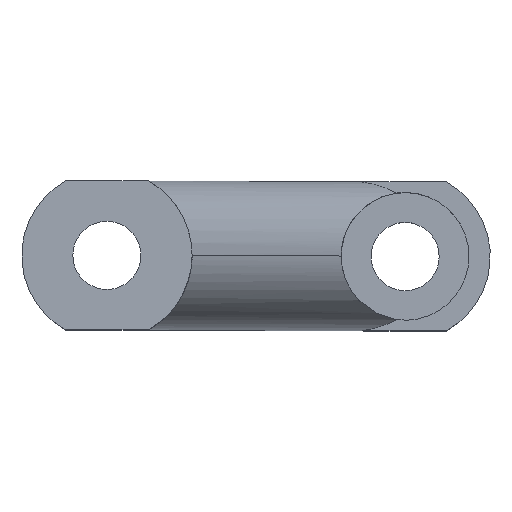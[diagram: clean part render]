
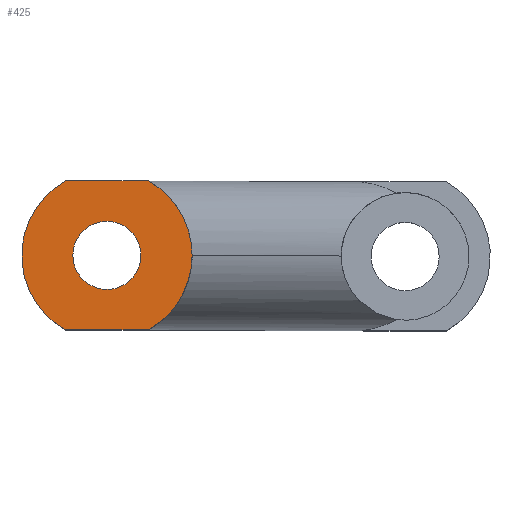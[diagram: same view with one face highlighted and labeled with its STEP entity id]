
A CAD part, top view. The second image highlights one B-rep face of the part: STEP entity #425.
In plain terms, the highlighted planar face has unit normal (0, 0, 1).
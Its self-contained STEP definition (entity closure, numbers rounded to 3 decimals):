
#9 = FACE_OUTER_BOUND ( 'NONE', #564, .T. ) ;
#20 = EDGE_CURVE ( 'NONE', #1001, #1047, #1141, .T. ) ;
#30 = FACE_BOUND ( 'NONE', #664, .T. ) ;
#84 = CIRCLE ( 'NONE', #411, 4. ) ;
#156 = ORIENTED_EDGE ( 'NONE', *, *, #20, .T. ) ;
#166 = CARTESIAN_POINT ( 'NONE',  ( -5.064, -3.5, 16.25 ) ) ;
#179 = ORIENTED_EDGE ( 'NONE', *, *, #487, .T. ) ;
#185 = ORIENTED_EDGE ( 'NONE', *, *, #519, .T. ) ;
#192 = ORIENTED_EDGE ( 'NONE', *, *, #1039, .T. ) ;
#201 = ORIENTED_EDGE ( 'NONE', *, *, #341, .T. ) ;
#205 = ORIENTED_EDGE ( 'NONE', *, *, #761, .F. ) ;
#208 = DIRECTION ( 'NONE',  ( 0., 0., -1. ) ) ;
#216 = DIRECTION ( 'NONE',  ( 1., 0., 0. ) ) ;
#217 = DIRECTION ( 'NONE',  ( 0., 0., 1. ) ) ;
#218 = DIRECTION ( 'NONE',  ( -1., 0., 0. ) ) ;
#220 = CARTESIAN_POINT ( 'NONE',  ( -7., 0., 16.25 ) ) ;
#247 = CARTESIAN_POINT ( 'NONE',  ( -7., 0., 16.25 ) ) ;
#268 = AXIS2_PLACEMENT_3D ( 'NONE', #220, #217, #216 ) ;
#300 = CIRCLE ( 'NONE', #317, 1.6 ) ;
#304 = AXIS2_PLACEMENT_3D ( 'NONE', #423, #418, #415 ) ;
#317 = AXIS2_PLACEMENT_3D ( 'NONE', #576, #573, #569 ) ;
#334 = VECTOR ( 'NONE', #680, 1000. ) ;
#341 = EDGE_CURVE ( 'NONE', #782, #482, #84, .T. ) ;
#347 = AXIS2_PLACEMENT_3D ( 'NONE', #738, #754, #727 ) ;
#355 = LINE ( 'NONE', #693, #334 ) ;
#374 = ORIENTED_EDGE ( 'NONE', *, *, #471, .T. ) ;
#411 = AXIS2_PLACEMENT_3D ( 'NONE', #978, #973, #970 ) ;
#415 = DIRECTION ( 'NONE',  ( 1., 0., 0. ) ) ;
#418 = DIRECTION ( 'NONE',  ( 0., 0., 1. ) ) ;
#423 = CARTESIAN_POINT ( 'NONE',  ( -7., 0., 16.25 ) ) ;
#425 = ADVANCED_FACE ( 'NONE', ( #30, #9 ), #731, .T. ) ;
#441 = CARTESIAN_POINT ( 'NONE',  ( -8.936, -3.5, 16.25 ) ) ;
#447 = AXIS2_PLACEMENT_3D ( 'NONE', #247, #208, #218 ) ;
#467 = CIRCLE ( 'NONE', #304, 4. ) ;
#471 = EDGE_CURVE ( 'NONE', #1047, #1001, #300, .T. ) ;
#482 = VERTEX_POINT ( 'NONE', #441 ) ;
#487 = EDGE_CURVE ( 'NONE', #535, #592, #467, .T. ) ;
#519 = EDGE_CURVE ( 'NONE', #592, #574, #920, .T. ) ;
#535 = VERTEX_POINT ( 'NONE', #166 ) ;
#564 = EDGE_LOOP ( 'NONE', ( #179, #185, #192, #201, #205 ) ) ;
#569 = DIRECTION ( 'NONE',  ( -1., 0., 0. ) ) ;
#573 = DIRECTION ( 'NONE',  ( 0., 0., -1. ) ) ;
#574 = VERTEX_POINT ( 'NONE', #996 ) ;
#576 = CARTESIAN_POINT ( 'NONE',  ( -7., 0., 16.25 ) ) ;
#592 = VERTEX_POINT ( 'NONE', #938 ) ;
#653 = VECTOR ( 'NONE', #793, 1000. ) ;
#664 = EDGE_LOOP ( 'NONE', ( #156, #374 ) ) ;
#678 = CARTESIAN_POINT ( 'NONE',  ( -5.4, 0., 16.25 ) ) ;
#680 = DIRECTION ( 'NONE',  ( -1., 0., 0. ) ) ;
#693 = CARTESIAN_POINT ( 'NONE',  ( -7., 3.5, 16.25 ) ) ;
#699 = CARTESIAN_POINT ( 'NONE',  ( -8.6, 0., 16.25 ) ) ;
#726 = LINE ( 'NONE', #794, #653 ) ;
#727 = DIRECTION ( 'NONE',  ( 1., 0., 0. ) ) ;
#731 = PLANE ( 'NONE',  #347 ) ;
#738 = CARTESIAN_POINT ( 'NONE',  ( -7., 0., 16.25 ) ) ;
#754 = DIRECTION ( 'NONE',  ( 0., 0., 1. ) ) ;
#761 = EDGE_CURVE ( 'NONE', #535, #482, #726, .T. ) ;
#779 = CARTESIAN_POINT ( 'NONE',  ( -8.936, 3.5, 16.25 ) ) ;
#782 = VERTEX_POINT ( 'NONE', #779 ) ;
#793 = DIRECTION ( 'NONE',  ( -1., 0., 0. ) ) ;
#794 = CARTESIAN_POINT ( 'NONE',  ( -7., -3.5, 16.25 ) ) ;
#920 = CIRCLE ( 'NONE', #268, 4. ) ;
#938 = CARTESIAN_POINT ( 'NONE',  ( -3., 0., 16.25 ) ) ;
#970 = DIRECTION ( 'NONE',  ( 1., 0., 0. ) ) ;
#973 = DIRECTION ( 'NONE',  ( 0., 0., 1. ) ) ;
#978 = CARTESIAN_POINT ( 'NONE',  ( -7., 0., 16.25 ) ) ;
#996 = CARTESIAN_POINT ( 'NONE',  ( -5.064, 3.5, 16.25 ) ) ;
#1001 = VERTEX_POINT ( 'NONE', #699 ) ;
#1039 = EDGE_CURVE ( 'NONE', #574, #782, #355, .T. ) ;
#1047 = VERTEX_POINT ( 'NONE', #678 ) ;
#1141 = CIRCLE ( 'NONE', #447, 1.6 ) ;
